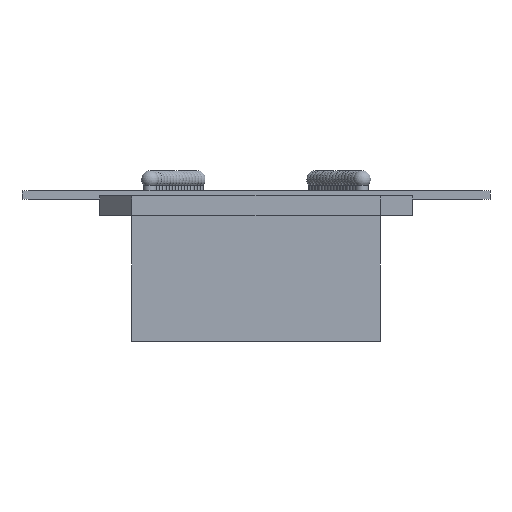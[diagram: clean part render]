
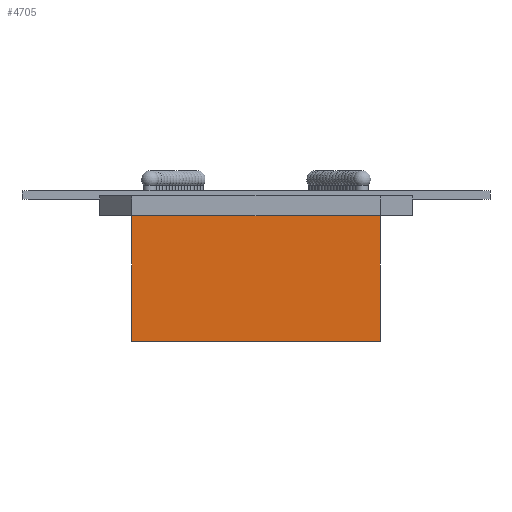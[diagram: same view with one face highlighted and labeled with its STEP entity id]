
A CAD part, left-side view. The second image highlights one B-rep face of the part: STEP entity #4705.
In plain terms, the highlighted planar face has unit normal (-1, 0, 0).
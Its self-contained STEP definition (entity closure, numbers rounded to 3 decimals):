
#655=FACE_OUTER_BOUND('',#953,.T.);
#953=EDGE_LOOP('',(#3363,#3364,#3365,#3366));
#1410=LINE('',#7211,#1798);
#1420=LINE('',#7233,#1808);
#1425=LINE('',#7242,#1813);
#1426=LINE('',#7244,#1814);
#1798=VECTOR('',#5694,10.);
#1808=VECTOR('',#5716,10.);
#1813=VECTOR('',#5725,10.);
#1814=VECTOR('',#5728,10.);
#2165=VERTEX_POINT('',#7207);
#2166=VERTEX_POINT('',#7209);
#2171=VERTEX_POINT('',#7230);
#2174=VERTEX_POINT('',#7240);
#2634=EDGE_CURVE('',#2166,#2165,#1410,.T.);
#2644=EDGE_CURVE('',#2171,#2166,#1420,.T.);
#2649=EDGE_CURVE('',#2174,#2165,#1425,.T.);
#2650=EDGE_CURVE('',#2174,#2171,#1426,.T.);
#3363=ORIENTED_EDGE('',*,*,#2650,.F.);
#3364=ORIENTED_EDGE('',*,*,#2649,.T.);
#3365=ORIENTED_EDGE('',*,*,#2634,.F.);
#3366=ORIENTED_EDGE('',*,*,#2644,.F.);
#4535=PLANE('',#5067);
#4705=ADVANCED_FACE('',(#655),#4535,.T.);
#5067=AXIS2_PLACEMENT_3D('',#7243,#5726,#5727);
#5694=DIRECTION('',(0.,-1.,0.));
#5716=DIRECTION('',(0.,0.,1.));
#5725=DIRECTION('',(0.,0.,1.));
#5726=DIRECTION('center_axis',(-1.,0.,0.));
#5727=DIRECTION('ref_axis',(0.,-1.,0.));
#5728=DIRECTION('',(0.,1.,0.));
#7207=CARTESIAN_POINT('',(0.,-37.5,38.));
#7209=CARTESIAN_POINT('',(0.,37.5,38.));
#7211=CARTESIAN_POINT('',(0.,0.,38.));
#7230=CARTESIAN_POINT('',(0.,37.5,0.));
#7233=CARTESIAN_POINT('',(0.,37.5,0.));
#7240=CARTESIAN_POINT('',(0.,-37.5,0.));
#7242=CARTESIAN_POINT('',(0.,-37.5,0.));
#7243=CARTESIAN_POINT('Origin',(0.,37.5,0.));
#7244=CARTESIAN_POINT('',(0.,0.,0.));
